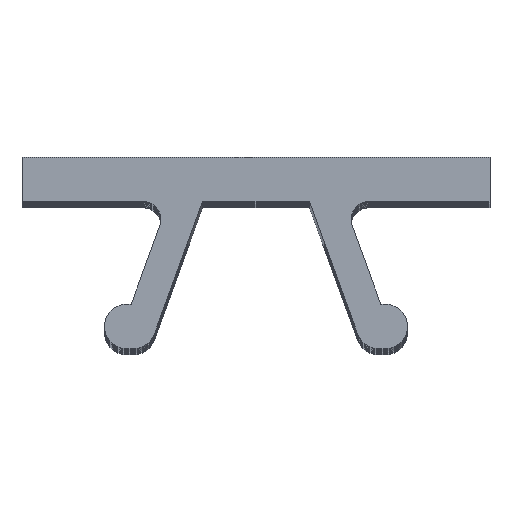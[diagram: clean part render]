
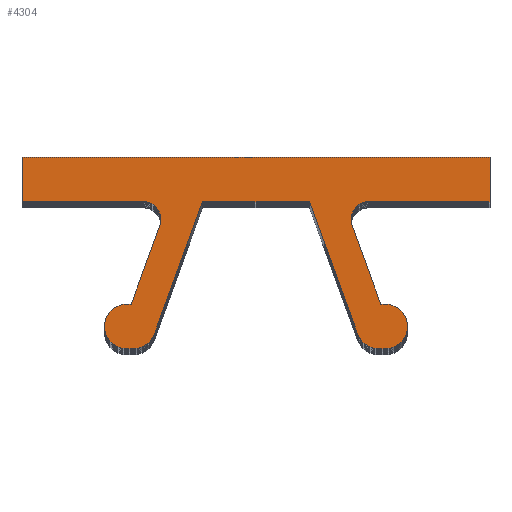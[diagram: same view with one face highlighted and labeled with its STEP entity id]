
A CAD part, top view. The second image highlights one B-rep face of the part: STEP entity #4304.
In plain terms, the highlighted planar face has unit normal (0, 0, 1).
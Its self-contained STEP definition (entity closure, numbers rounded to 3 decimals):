
#1=CARTESIAN_POINT('',(-2.751,-3.8,80.8));
#2=DIRECTION('',(0.,0.,1.));
#3=DIRECTION('',(0.,-1.,0.));
#4=AXIS2_PLACEMENT_3D('',#1,#2,#3);
#6=DIRECTION('',(1.,0.,0.));
#7=VECTOR('',#6,0.149);
#8=CARTESIAN_POINT('',(-2.9,-4.3,80.8));
#9=LINE('',#8,#7);
#10=CARTESIAN_POINT('',(-2.9,-3.8,80.8));
#11=DIRECTION('',(0.,0.,1.));
#12=DIRECTION('',(0.,1.,0.));
#13=AXIS2_PLACEMENT_3D('',#10,#11,#12);
#15=DIRECTION('',(-1.,0.,0.));
#16=VECTOR('',#15,0.1);
#17=CARTESIAN_POINT('',(-2.8,-3.3,80.8));
#18=LINE('',#17,#16);
#19=DIRECTION('',(-0.342,-0.94,0.));
#20=VECTOR('',#19,1.876);
#21=CARTESIAN_POINT('',(-2.158,-1.537,80.8));
#22=LINE('',#21,#20);
#23=CARTESIAN_POINT('',(-2.534,-1.4,80.8));
#24=DIRECTION('',(0.,0.,-1.));
#25=DIRECTION('',(0.,1.,0.));
#26=AXIS2_PLACEMENT_3D('',#23,#24,#25);
#28=DIRECTION('',(1.,0.,0.));
#29=VECTOR('',#28,2.716);
#30=CARTESIAN_POINT('',(-5.25,-1.,80.8));
#31=LINE('',#30,#29);
#32=DIRECTION('',(0.,-1.,0.));
#33=VECTOR('',#32,1.);
#34=CARTESIAN_POINT('',(-5.25,0.,80.8));
#35=LINE('',#34,#33);
#36=DIRECTION('',(-1.,0.,0.));
#37=VECTOR('',#36,10.5);
#38=CARTESIAN_POINT('',(5.25,0.,80.8));
#39=LINE('',#38,#37);
#40=DIRECTION('',(0.,1.,0.));
#41=VECTOR('',#40,1.);
#42=CARTESIAN_POINT('',(5.25,-1.,80.8));
#43=LINE('',#42,#41);
#44=DIRECTION('',(1.,0.,0.));
#45=VECTOR('',#44,2.716);
#46=CARTESIAN_POINT('',(2.534,-1.,80.8));
#47=LINE('',#46,#45);
#48=CARTESIAN_POINT('',(2.534,-1.4,80.8));
#49=DIRECTION('',(0.,0.,-1.));
#50=DIRECTION('',(-0.94,-0.342,0.));
#51=AXIS2_PLACEMENT_3D('',#48,#49,#50);
#53=DIRECTION('',(-0.342,0.94,0.));
#54=VECTOR('',#53,1.876);
#55=CARTESIAN_POINT('',(2.8,-3.3,80.8));
#56=LINE('',#55,#54);
#57=DIRECTION('',(-1.,0.,0.));
#58=VECTOR('',#57,0.1);
#59=CARTESIAN_POINT('',(2.9,-3.3,80.8));
#60=LINE('',#59,#58);
#61=CARTESIAN_POINT('',(2.9,-3.8,80.8));
#62=DIRECTION('',(0.,0.,1.));
#63=DIRECTION('',(0.,-1.,0.));
#64=AXIS2_PLACEMENT_3D('',#61,#62,#63);
#66=DIRECTION('',(1.,0.,0.));
#67=VECTOR('',#66,0.149);
#68=CARTESIAN_POINT('',(2.751,-4.3,80.8));
#69=LINE('',#68,#67);
#70=CARTESIAN_POINT('',(2.751,-3.8,80.8));
#71=DIRECTION('',(0.,0.,1.));
#72=DIRECTION('',(-0.94,-0.342,0.));
#73=AXIS2_PLACEMENT_3D('',#70,#71,#72);
#75=DIRECTION('',(0.342,-0.94,0.));
#76=VECTOR('',#75,3.162);
#77=CARTESIAN_POINT('',(1.2,-1.,80.8));
#78=LINE('',#77,#76);
#79=DIRECTION('',(1.,0.,0.));
#80=VECTOR('',#79,2.4);
#81=CARTESIAN_POINT('',(-1.2,-1.,80.8));
#82=LINE('',#81,#80);
#83=DIRECTION('',(0.342,0.94,0.));
#84=VECTOR('',#83,3.162);
#85=CARTESIAN_POINT('',(-2.281,-3.971,80.8));
#86=LINE('',#85,#84);
#3273=CARTESIAN_POINT('',(-5.25,0.,80.8));
#3274=CARTESIAN_POINT('',(-5.25,-1.,80.8));
#3275=VERTEX_POINT('',#3273);
#3276=VERTEX_POINT('',#3274);
#3277=CARTESIAN_POINT('',(-2.534,-1.,80.8));
#3278=VERTEX_POINT('',#3277);
#3279=CARTESIAN_POINT('',(-2.158,-1.537,80.8));
#3280=VERTEX_POINT('',#3279);
#3281=CARTESIAN_POINT('',(-2.8,-3.3,80.8));
#3282=VERTEX_POINT('',#3281);
#3283=CARTESIAN_POINT('',(-2.9,-3.3,80.8));
#3284=VERTEX_POINT('',#3283);
#3285=CARTESIAN_POINT('',(-2.9,-4.3,80.8));
#3286=VERTEX_POINT('',#3285);
#3287=CARTESIAN_POINT('',(-1.2,-1.,80.8));
#3288=CARTESIAN_POINT('',(1.2,-1.,80.8));
#3289=VERTEX_POINT('',#3287);
#3290=VERTEX_POINT('',#3288);
#3291=CARTESIAN_POINT('',(2.9,-4.3,80.8));
#3292=CARTESIAN_POINT('',(2.9,-3.3,80.8));
#3293=VERTEX_POINT('',#3291);
#3294=VERTEX_POINT('',#3292);
#3295=CARTESIAN_POINT('',(2.8,-3.3,80.8));
#3296=VERTEX_POINT('',#3295);
#3297=CARTESIAN_POINT('',(2.158,-1.537,80.8));
#3298=VERTEX_POINT('',#3297);
#3299=CARTESIAN_POINT('',(2.534,-1.,80.8));
#3300=VERTEX_POINT('',#3299);
#3301=CARTESIAN_POINT('',(5.25,-1.,80.8));
#3302=VERTEX_POINT('',#3301);
#3303=CARTESIAN_POINT('',(5.25,0.,80.8));
#3304=VERTEX_POINT('',#3303);
#3309=CARTESIAN_POINT('',(-2.751,-4.3,80.8));
#3310=CARTESIAN_POINT('',(-2.281,-3.971,80.8));
#3311=VERTEX_POINT('',#3309);
#3312=VERTEX_POINT('',#3310);
#3317=CARTESIAN_POINT('',(2.281,-3.971,80.8));
#3318=CARTESIAN_POINT('',(2.751,-4.3,80.8));
#3319=VERTEX_POINT('',#3317);
#3320=VERTEX_POINT('',#3318);
#4257=CARTESIAN_POINT('',(0.,0.,80.8));
#4258=DIRECTION('',(0.,0.,1.));
#4259=DIRECTION('',(1.,0.,0.));
#4260=AXIS2_PLACEMENT_3D('',#4257,#4258,#4259);
#4261=PLANE('',#4260);
#4263=ORIENTED_EDGE('',*,*,#4262,.F.);
#4265=ORIENTED_EDGE('',*,*,#4264,.F.);
#4267=ORIENTED_EDGE('',*,*,#4266,.F.);
#4269=ORIENTED_EDGE('',*,*,#4268,.F.);
#4271=ORIENTED_EDGE('',*,*,#4270,.F.);
#4273=ORIENTED_EDGE('',*,*,#4272,.F.);
#4275=ORIENTED_EDGE('',*,*,#4274,.F.);
#4277=ORIENTED_EDGE('',*,*,#4276,.F.);
#4279=ORIENTED_EDGE('',*,*,#4278,.F.);
#4281=ORIENTED_EDGE('',*,*,#4280,.F.);
#4283=ORIENTED_EDGE('',*,*,#4282,.F.);
#4285=ORIENTED_EDGE('',*,*,#4284,.F.);
#4287=ORIENTED_EDGE('',*,*,#4286,.F.);
#4289=ORIENTED_EDGE('',*,*,#4288,.F.);
#4291=ORIENTED_EDGE('',*,*,#4290,.F.);
#4293=ORIENTED_EDGE('',*,*,#4292,.F.);
#4295=ORIENTED_EDGE('',*,*,#4294,.F.);
#4297=ORIENTED_EDGE('',*,*,#4296,.F.);
#4299=ORIENTED_EDGE('',*,*,#4298,.F.);
#4301=ORIENTED_EDGE('',*,*,#4300,.F.);
#4302=EDGE_LOOP('',(#4263,#4265,#4267,#4269,#4271,#4273,#4275,#4277,#4279,#4281,
#4283,#4285,#4287,#4289,#4291,#4293,#4295,#4297,#4299,#4301));
#4303=FACE_OUTER_BOUND('',#4302,.F.);
#4304=ADVANCED_FACE('',(#4303),#4261,.T.);
#5=CIRCLE('',#4,0.5);
#14=CIRCLE('',#13,0.5);
#27=CIRCLE('',#26,0.4);
#52=CIRCLE('',#51,0.4);
#65=CIRCLE('',#64,0.5);
#74=CIRCLE('',#73,0.5);
#4262=EDGE_CURVE('',#3311,#3312,#5,.T.);
#4264=EDGE_CURVE('',#3286,#3311,#9,.T.);
#4266=EDGE_CURVE('',#3284,#3286,#14,.T.);
#4268=EDGE_CURVE('',#3282,#3284,#18,.T.);
#4270=EDGE_CURVE('',#3280,#3282,#22,.T.);
#4272=EDGE_CURVE('',#3278,#3280,#27,.T.);
#4274=EDGE_CURVE('',#3276,#3278,#31,.T.);
#4276=EDGE_CURVE('',#3275,#3276,#35,.T.);
#4278=EDGE_CURVE('',#3304,#3275,#39,.T.);
#4280=EDGE_CURVE('',#3302,#3304,#43,.T.);
#4282=EDGE_CURVE('',#3300,#3302,#47,.T.);
#4284=EDGE_CURVE('',#3298,#3300,#52,.T.);
#4286=EDGE_CURVE('',#3296,#3298,#56,.T.);
#4288=EDGE_CURVE('',#3294,#3296,#60,.T.);
#4290=EDGE_CURVE('',#3293,#3294,#65,.T.);
#4292=EDGE_CURVE('',#3320,#3293,#69,.T.);
#4294=EDGE_CURVE('',#3319,#3320,#74,.T.);
#4296=EDGE_CURVE('',#3290,#3319,#78,.T.);
#4298=EDGE_CURVE('',#3289,#3290,#82,.T.);
#4300=EDGE_CURVE('',#3312,#3289,#86,.T.);
